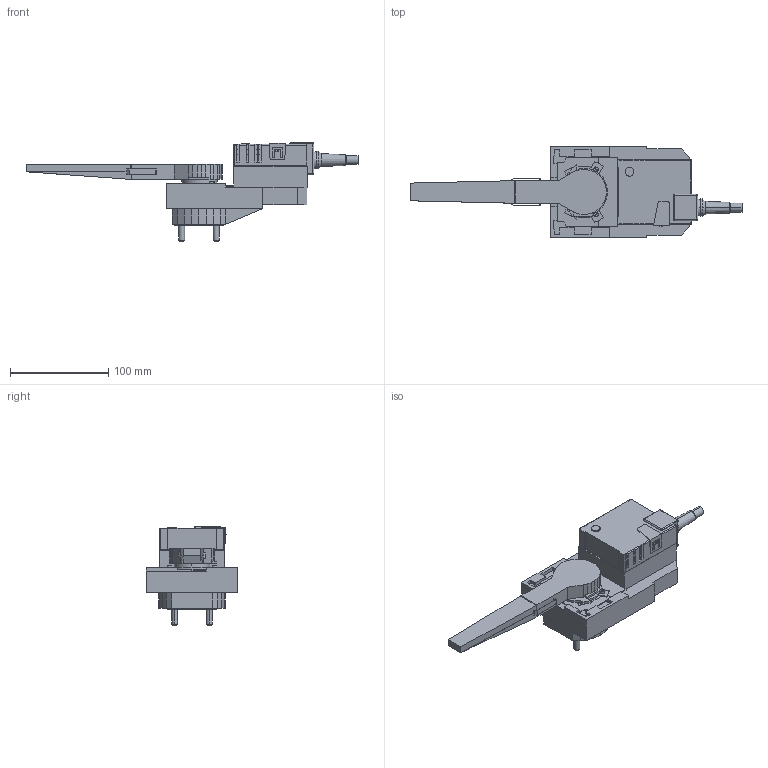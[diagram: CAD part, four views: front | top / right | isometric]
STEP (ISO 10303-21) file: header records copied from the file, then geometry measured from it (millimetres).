
FILE_DESCRIPTION(('CATIA V5 STEP Exchange','CAx-IF Rec.Pracs.--- Model Styling and Organization---1.4--- 2014-01-23','CAx-IF Rec.Pracs.---3D Tessellated Data Validation Properties---0.5---2014-09-14'),'2;1');
FILE_NAME('STEP_639902_-_TST.stp','2021-02-22T16:51:36+00:00',('none'),('none'),'CATIA Version 5-6 Release 2019 SP3','CATIA V5 STEP AP242 v1','none');
FILE_SCHEMA(('AP242_MANAGED_MODEL_BASED_3D_ENGINEERING_MIM_LF {1 0 10303 442 1 1 4}'));
Length unit declared in the file: millimetre
Products named in the file (1): 639902 - TST
Bounding box: 338 x 93 x 100 mm (x, y, z)
Volume: 642411.5 mm3; surface area: 82977.2 mm2
Topology: 2 solids, 2 shells, 918 faces, 2656 edges, 1739 vertices
Faces by surface type: plane 857, cylinder 43, cone 12, sphere 6
Entity records: 28888 total; most frequent: CARTESIAN_POINT 5424, ORIENTED_EDGE 5300, DIRECTION 4145, EDGE_CURVE 2650, VECTOR 2532, LINE 2532, VERTEX_POINT 1739, EDGE_LOOP 943
